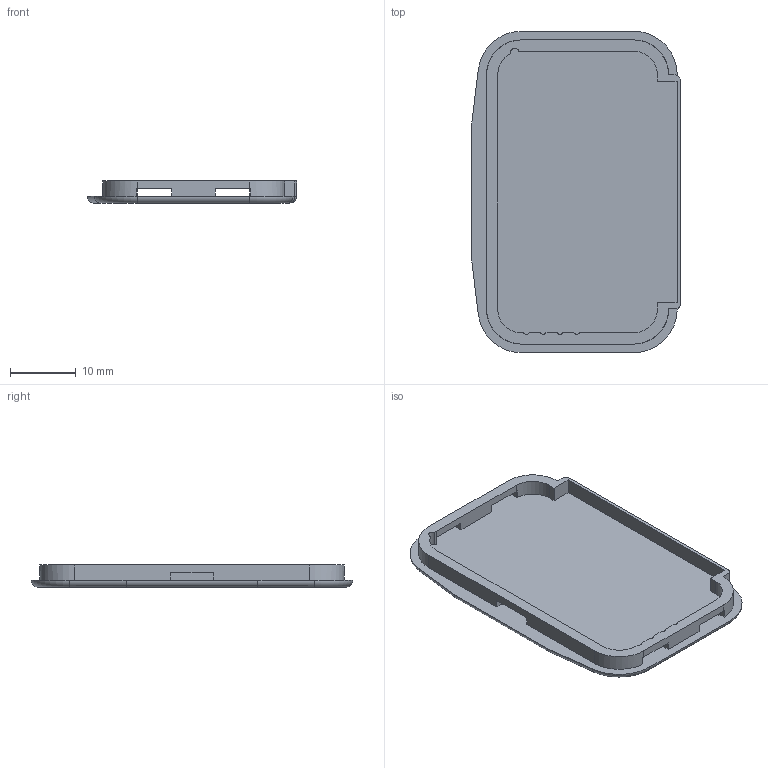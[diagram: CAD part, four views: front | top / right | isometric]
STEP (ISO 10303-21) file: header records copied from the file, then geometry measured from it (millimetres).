
FILE_DESCRIPTION(/* description */ (''),/* implementation_level */ '2;1');
FILE_NAME(/* name */ 'bottom.step',/* time_stamp */ '2022-02-15T15:57:44+00:00',/* author */ (''),/* organization */ (''),/* preprocessor_version */ 'ST-DEVELOPER v18.1',/* originating_system */ 'Autodesk Translation Framework v10.13.0.1454',/* authorisation */ '');
FILE_SCHEMA (('AUTOMOTIVE_DESIGN { 1 0 10303 214 3 1 1 }'));
Length unit declared in the file: millimetre
Products named in the file (1): Enclosure II
Bounding box: 31.71 x 48.72 x 3.35 mm (x, y, z)
Volume: 1837.2 mm3; surface area: 3740.7 mm2
Topology: 1 solids, 1 shells, 75 faces, 223 edges, 145 vertices
Faces by surface type: plane 41, cylinder 26, torus 6, sphere 2
Entity records: 2590 total; most frequent: ORIENTED_EDGE 446, DIRECTION 446, CARTESIAN_POINT 444, EDGE_CURVE 223, LINE 152, VECTOR 152, AXIS2_PLACEMENT_3D 147, VERTEX_POINT 145
